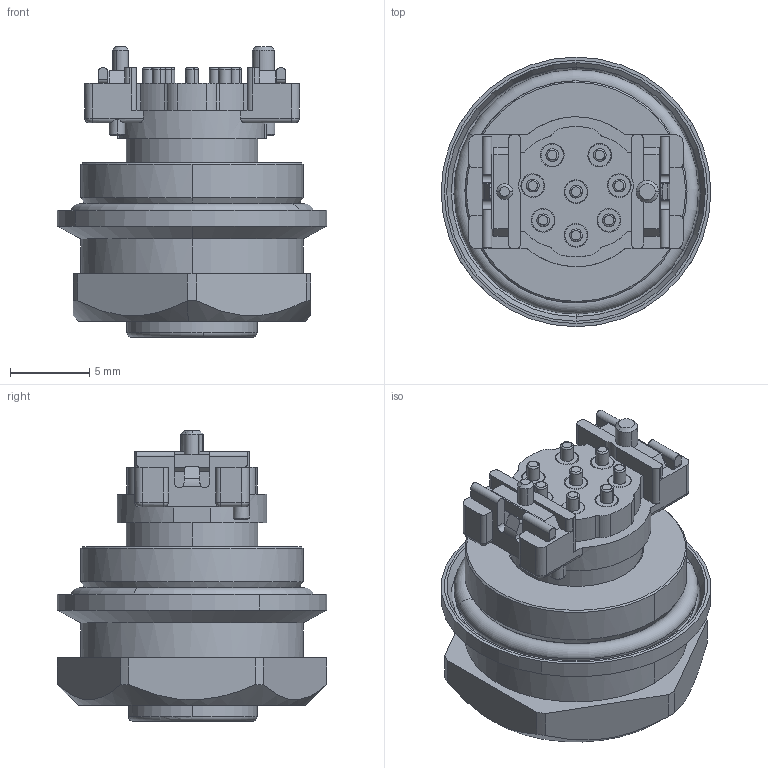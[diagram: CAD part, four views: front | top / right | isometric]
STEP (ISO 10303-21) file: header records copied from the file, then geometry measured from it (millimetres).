
FILE_DESCRIPTION(('CATIA V5R24 STEP','CAx-IF Rec.Pracs.--- Model Styling and Organization---1.2---2011-12-15'),'2;1');
FILE_NAME ('D1461890_0_2423440000_2423440000.stp','2017-09-08T09:51:11+00:00',('none'),('Weidmueller'),'CATIA Version 5-6 Release 2014 SP4 HF52','CATIA V5 STEP AP214','none');
FILE_SCHEMA(('AUTOMOTIVE_DESIGN { 1 0 10303 214 1 1 1 1 }'));
Length unit declared in the file: millimetre
Products named in the file (1): 2423440000
Bounding box: 17 x 17 x 18.3 mm (x, y, z)
Volume: 1843.4 mm3; surface area: 2796 mm2
Topology: 7 solids, 7 shells, 693 faces, 2087 edges, 1464 vertices
Faces by surface type: plane 303, cylinder 301, torus 52, cone 22, bspline 7, sphere 4, extrusion 4
Entity records: 26197 total; most frequent: CARTESIAN_POINT 8749, ORIENTED_EDGE 4166, DIRECTION 2673, EDGE_CURVE 2083, VERTEX_POINT 1464, AXIS2_PLACEMENT_3D 1111, VECTOR 969, LINE 965
